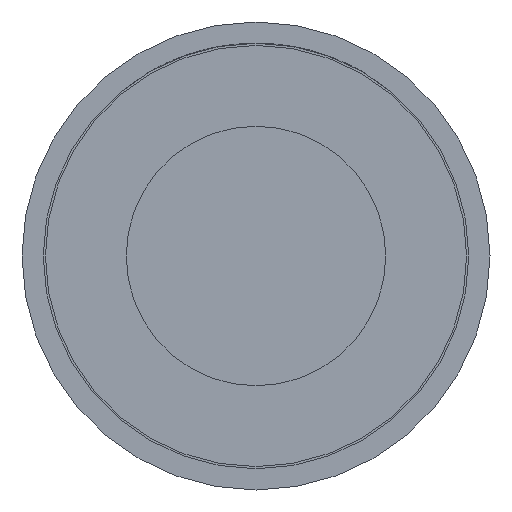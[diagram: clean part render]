
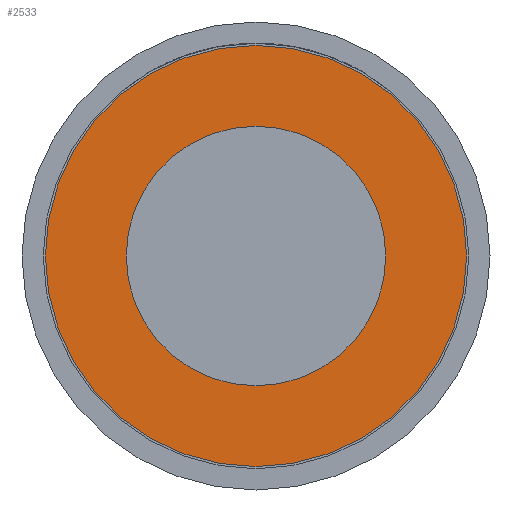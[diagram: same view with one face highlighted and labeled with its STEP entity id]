
A CAD part, front view. The second image highlights one B-rep face of the part: STEP entity #2533.
In plain terms, the highlighted planar face has unit normal (0, -1, 0).
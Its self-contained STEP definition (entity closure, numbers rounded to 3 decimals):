
#79 = EDGE_CURVE ( 'Defeature ausgef�hrt1_4+Defeature ausgef�hrt1_5+Defeature ausgef�hrt1_5+Defeature ausgef�hrt1_5', #1004, #3023, #598, .T. ) ;
#95 = EDGE_LOOP ( 'NONE', ( #180, #2893 ) ) ;
#180 = ORIENTED_EDGE ( 'NONE', *, *, #2547, .T. ) ;
#209 = DIRECTION ( 'NONE',  ( 0., 0., 1. ) ) ;
#285 = PLANE ( 'NONE',  #723 ) ;
#335 = CARTESIAN_POINT ( 'NONE',  ( 0., -29.5, -0.99 ) ) ;
#398 = EDGE_CURVE ( 'Defeature ausgef�hrt1_4+Defeature ausgef�hrt1_5+Defeature ausgef�hrt1_5+Defeature ausgef�hrt1_5', #3023, #1004, #2554, .T. ) ;
#403 = FACE_OUTER_BOUND ( 'NONE', #2620, .T. ) ;
#451 = AXIS2_PLACEMENT_3D ( 'NONE', #2464, #908, #1157 ) ;
#591 = DIRECTION ( 'NONE',  ( 0., 0., -1. ) ) ;
#593 = CARTESIAN_POINT ( 'NONE',  ( 0., -29.5, 0.61 ) ) ;
#598 = CIRCLE ( 'NONE', #451, 0.99 ) ;
#673 = AXIS2_PLACEMENT_3D ( 'NONE', #1238, #3339, #209 ) ;
#723 = AXIS2_PLACEMENT_3D ( 'NONE', #1329, #3211, #591 ) ;
#908 = DIRECTION ( 'NONE',  ( 0., 1., 0. ) ) ;
#1004 = VERTEX_POINT ( 'NONE', #2466 ) ;
#1061 = CARTESIAN_POINT ( 'NONE',  ( 0., -29.5, -0.61 ) ) ;
#1157 = DIRECTION ( 'NONE',  ( 0., 0., 1. ) ) ;
#1172 = CIRCLE ( 'NONE', #2601, 0.61 ) ;
#1238 = CARTESIAN_POINT ( 'NONE',  ( 0., -29.5, 0. ) ) ;
#1323 = DIRECTION ( 'NONE',  ( 0., 1., 0. ) ) ;
#1329 = CARTESIAN_POINT ( 'NONE',  ( -0.99, -29.5, 0. ) ) ;
#1385 = VERTEX_POINT ( 'NONE', #1061 ) ;
#1408 = CARTESIAN_POINT ( 'NONE',  ( 0., -29.5, 0. ) ) ;
#1646 = ORIENTED_EDGE ( 'NONE', *, *, #79, .F. ) ;
#1710 = VERTEX_POINT ( 'NONE', #593 ) ;
#2216 = EDGE_CURVE ( 'Defeature ausgef�hrt1_5+Defeature ausgef�hrt1_8+Defeature ausgef�hrt1_8+Defeature ausgef�hrt1_8', #1385, #1710, #2861, .T. ) ;
#2238 = FACE_BOUND ( 'NONE', #95, .T. ) ;
#2380 = DIRECTION ( 'NONE',  ( 0., 0., 1. ) ) ;
#2428 = DIRECTION ( 'NONE',  ( 0., 1., 0. ) ) ;
#2464 = CARTESIAN_POINT ( 'NONE',  ( 0., -29.5, 0. ) ) ;
#2466 = CARTESIAN_POINT ( 'NONE',  ( 0., -29.5, 0.99 ) ) ;
#2533 = ADVANCED_FACE ( 'Defeature ausgef�hrt1_5', ( #2238, #403 ), #285, .T. ) ;
#2547 = EDGE_CURVE ( 'Defeature ausgef�hrt1_5+Defeature ausgef�hrt1_8+Defeature ausgef�hrt1_8+Defeature ausgef�hrt1_8', #1710, #1385, #1172, .T. ) ;
#2554 = CIRCLE ( 'NONE', #3200, 0.99 ) ;
#2601 = AXIS2_PLACEMENT_3D ( 'NONE', #1408, #2428, #2964 ) ;
#2620 = EDGE_LOOP ( 'NONE', ( #1646, #3243 ) ) ;
#2633 = CARTESIAN_POINT ( 'NONE',  ( 0., -29.5, 0. ) ) ;
#2861 = CIRCLE ( 'NONE', #673, 0.61 ) ;
#2893 = ORIENTED_EDGE ( 'NONE', *, *, #2216, .T. ) ;
#2964 = DIRECTION ( 'NONE',  ( 0., 0., 1. ) ) ;
#3023 = VERTEX_POINT ( 'NONE', #335 ) ;
#3200 = AXIS2_PLACEMENT_3D ( 'NONE', #2633, #1323, #2380 ) ;
#3211 = DIRECTION ( 'NONE',  ( 0., -1., 0. ) ) ;
#3243 = ORIENTED_EDGE ( 'NONE', *, *, #398, .F. ) ;
#3339 = DIRECTION ( 'NONE',  ( 0., 1., 0. ) ) ;
